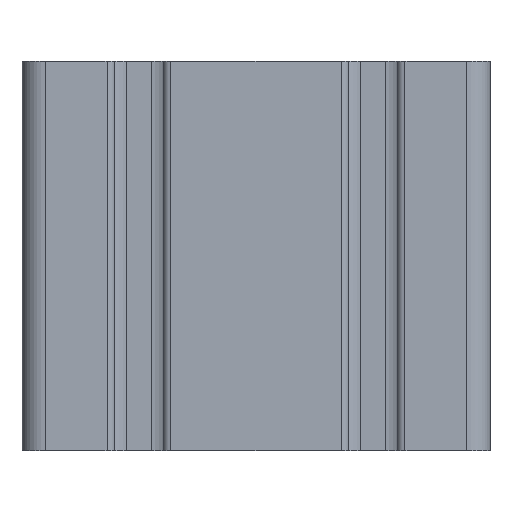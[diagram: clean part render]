
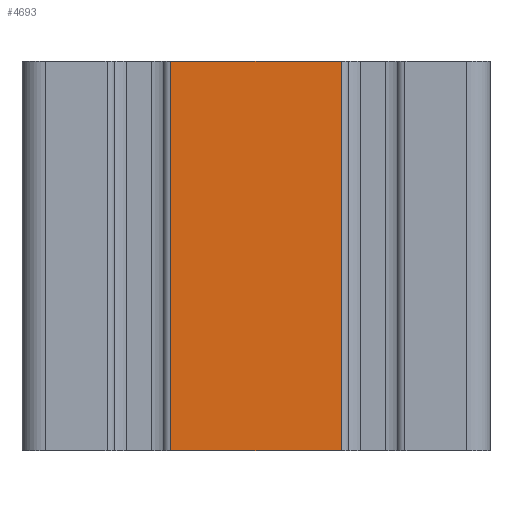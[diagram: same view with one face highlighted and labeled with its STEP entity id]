
A CAD part, left-side view. The second image highlights one B-rep face of the part: STEP entity #4693.
In plain terms, the highlighted planar face has unit normal (-1, 0, 0).
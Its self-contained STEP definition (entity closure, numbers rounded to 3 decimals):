
#295 = AXIS2_PLACEMENT_3D ( 'NONE', #9327, #1452, #4968 ) ;
#1285 = LINE ( 'NONE', #5658, #2857 ) ;
#1452 = DIRECTION ( 'NONE',  ( 1., 0., 0. ) ) ;
#1831 = VECTOR ( 'NONE', #10363, 1000. ) ;
#2254 = PLANE ( 'NONE',  #295 ) ;
#2857 = VECTOR ( 'NONE', #3980, 1000. ) ;
#2908 = LINE ( 'NONE', #4814, #5972 ) ;
#3328 = DIRECTION ( 'NONE',  ( 0., 0., -1. ) ) ;
#3958 = EDGE_CURVE ( 'NONE', #4005, #7973, #10268, .T. ) ;
#3980 = DIRECTION ( 'NONE',  ( 0., 0., -1. ) ) ;
#4005 = VERTEX_POINT ( 'NONE', #10214 ) ;
#4168 = CARTESIAN_POINT ( 'NONE',  ( -60., 10.9, -25. ) ) ;
#4644 = ORIENTED_EDGE ( 'NONE', *, *, #9202, .T. ) ;
#4693 = ADVANCED_FACE ( 'NONE', ( #6634 ), #2254, .F. ) ;
#4814 = CARTESIAN_POINT ( 'NONE',  ( -60., 10.9, 25. ) ) ;
#4968 = DIRECTION ( 'NONE',  ( 0., 1., 0. ) ) ;
#5221 = VERTEX_POINT ( 'NONE', #6039 ) ;
#5448 = ORIENTED_EDGE ( 'NONE', *, *, #3958, .T. ) ;
#5658 = CARTESIAN_POINT ( 'NONE',  ( -60., -10.9, 25. ) ) ;
#5779 = EDGE_CURVE ( 'NONE', #4005, #5221, #2908, .T. ) ;
#5972 = VECTOR ( 'NONE', #6427, 1000. ) ;
#6001 = ORIENTED_EDGE ( 'NONE', *, *, #5779, .F. ) ;
#6039 = CARTESIAN_POINT ( 'NONE',  ( -60., -10.9, 25. ) ) ;
#6427 = DIRECTION ( 'NONE',  ( 0., -1., 0. ) ) ;
#6630 = EDGE_CURVE ( 'NONE', #5221, #9466, #1285, .T. ) ;
#6634 = FACE_OUTER_BOUND ( 'NONE', #7176, .T. ) ;
#7176 = EDGE_LOOP ( 'NONE', ( #4644, #8527, #6001, #5448 ) ) ;
#7741 = LINE ( 'NONE', #9456, #1831 ) ;
#7834 = VECTOR ( 'NONE', #3328, 1000. ) ;
#7973 = VERTEX_POINT ( 'NONE', #4168 ) ;
#8147 = CARTESIAN_POINT ( 'NONE',  ( -60., -10.9, -25. ) ) ;
#8527 = ORIENTED_EDGE ( 'NONE', *, *, #6630, .F. ) ;
#9202 = EDGE_CURVE ( 'NONE', #7973, #9466, #7741, .T. ) ;
#9327 = CARTESIAN_POINT ( 'NONE',  ( -60., 10.9, 25. ) ) ;
#9423 = CARTESIAN_POINT ( 'NONE',  ( -60., 10.9, 25. ) ) ;
#9456 = CARTESIAN_POINT ( 'NONE',  ( -60., 10.9, -25. ) ) ;
#9466 = VERTEX_POINT ( 'NONE', #8147 ) ;
#10214 = CARTESIAN_POINT ( 'NONE',  ( -60., 10.9, 25. ) ) ;
#10268 = LINE ( 'NONE', #9423, #7834 ) ;
#10363 = DIRECTION ( 'NONE',  ( 0., -1., 0. ) ) ;
